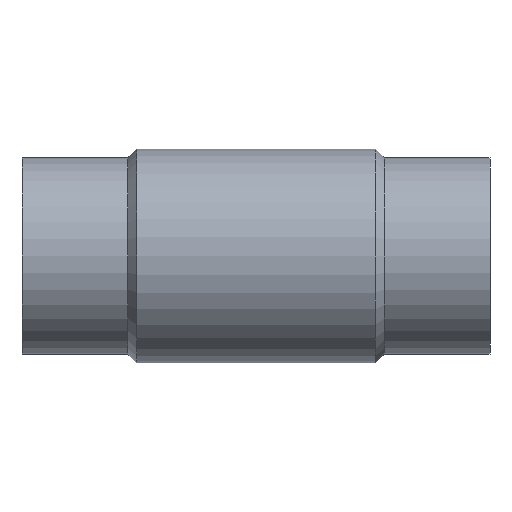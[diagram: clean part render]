
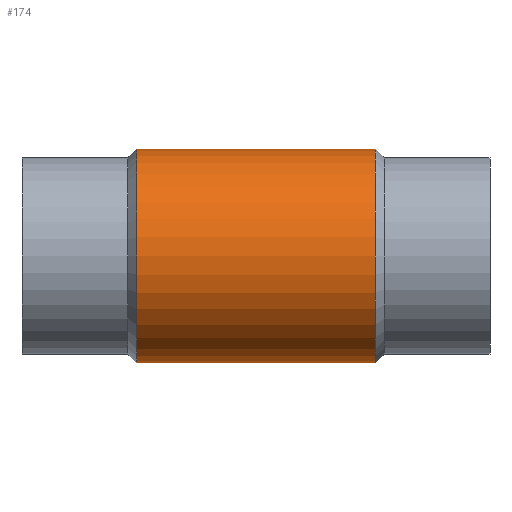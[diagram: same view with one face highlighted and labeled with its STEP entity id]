
A CAD part, front view. The second image highlights one B-rep face of the part: STEP entity #174.
In plain terms, the highlighted cylindrical face has radius 171.8 mm (diameter 343.6 mm), a full revolution.
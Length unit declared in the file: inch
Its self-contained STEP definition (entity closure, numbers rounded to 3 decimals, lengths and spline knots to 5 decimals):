
#20 = CARTESIAN_POINT ( 'NONE',  ( -3.27807, 13.35313, 32.97649 ) ) ;
#47 = DIRECTION ( 'NONE',  ( 0., 0., -1. ) ) ;
#51 = ORIENTED_EDGE ( 'NONE', *, *, #419, .F. ) ;
#84 = CARTESIAN_POINT ( 'NONE',  ( 2.70224, 26.88069, 39.74027 ) ) ;
#92 = DIRECTION ( 'NONE',  ( 1., 0., 0. ) ) ;
#99 = AXIS2_PLACEMENT_3D ( 'NONE', #20, #627, #331 ) ;
#101 = VERTEX_POINT ( 'NONE', #397 ) ;
#122 = CARTESIAN_POINT ( 'NONE',  ( -10.82532, 13.35313, 39.74027 ) ) ;
#125 = CARTESIAN_POINT ( 'NONE',  ( -24.35288, 26.88069, 39.74027 ) ) ;
#132 = AXIS2_PLACEMENT_3D ( 'NONE', #545, #586, #357 ) ;
#162 = FACE_OUTER_BOUND ( 'NONE', #624, .T. ) ;
#174 = ADVANCED_FACE ( 'NONE', ( #267, #162, #231 ), #217, .T. ) ;
#176 =( BOUNDED_CURVE ( )  B_SPLINE_CURVE ( 3, ( #214, #125, #454, #499 ),
 .UNSPECIFIED., .F., .T. ) 
 B_SPLINE_CURVE_WITH_KNOTS ( ( 4, 4 ),
 ( 1.5708, 4.71239 ),
 .UNSPECIFIED. ) 
 CURVE ( )  GEOMETRIC_REPRESENTATION_ITEM ( )  RATIONAL_B_SPLINE_CURVE ( ( 1., 0.333, 0.333, 1. ) ) 
 REPRESENTATION_ITEM ( '' )  );
#178 = CARTESIAN_POINT ( 'NONE',  ( -10.82532, 13.35313, 39.74027 ) ) ;
#201 = CARTESIAN_POINT ( 'NONE',  ( -10.82532, 13.35313, 26.21272 ) ) ;
#209 = CIRCLE ( 'NONE', #99, 6.76378 ) ;
#214 = CARTESIAN_POINT ( 'NONE',  ( -10.82532, 13.35313, 39.74027 ) ) ;
#217 = CYLINDRICAL_SURFACE ( 'NONE', #371, 6.76378 ) ;
#231 = FACE_OUTER_BOUND ( 'NONE', #417, .T. ) ;
#238 = ORIENTED_EDGE ( 'NONE', *, *, #428, .T. ) ;
#245 = CIRCLE ( 'NONE', #132, 6.76378 ) ;
#267 = FACE_BOUND ( 'NONE', #326, .T. ) ;
#290 = ORIENTED_EDGE ( 'NONE', *, *, #393, .T. ) ;
#307 = VERTEX_POINT ( 'NONE', #313 ) ;
#313 = CARTESIAN_POINT ( 'NONE',  ( -3.27807, 20.11691, 32.97649 ) ) ;
#315 = CARTESIAN_POINT ( 'NONE',  ( 2.70224, 26.88069, 26.21272 ) ) ;
#326 = EDGE_LOOP ( 'NONE', ( #238, #290 ) ) ;
#331 = DIRECTION ( 'NONE',  ( 0., 1., 0. ) ) ;
#352 = ORIENTED_EDGE ( 'NONE', *, *, #375, .F. ) ;
#357 = DIRECTION ( 'NONE',  ( 0., 1., 0. ) ) ;
#368 = VERTEX_POINT ( 'NONE', #201 ) ;
#371 = AXIS2_PLACEMENT_3D ( 'NONE', #562, #92, #47 ) ;
#375 = EDGE_CURVE ( 'NONE', #307, #307, #209, .T. ) ;
#378 = VERTEX_POINT ( 'NONE', #178 ) ;
#393 = EDGE_CURVE ( 'NONE', #368, #378, #426, .T. ) ;
#397 = CARTESIAN_POINT ( 'NONE',  ( -18.37256, 20.11691, 32.97649 ) ) ;
#417 = EDGE_LOOP ( 'NONE', ( #352 ) ) ;
#419 = EDGE_CURVE ( 'NONE', #101, #101, #245, .T. ) ;
#426 =( BOUNDED_CURVE ( )  B_SPLINE_CURVE ( 3, ( #494, #315, #84, #122 ),
 .UNSPECIFIED., .F., .F. ) 
 B_SPLINE_CURVE_WITH_KNOTS ( ( 4, 4 ),
 ( 1.5708, 4.71239 ),
 .UNSPECIFIED. ) 
 CURVE ( )  GEOMETRIC_REPRESENTATION_ITEM ( )  RATIONAL_B_SPLINE_CURVE ( ( 1., 0.333, 0.333, 1. ) ) 
 REPRESENTATION_ITEM ( '' )  );
#428 = EDGE_CURVE ( 'NONE', #378, #368, #176, .T. ) ;
#454 = CARTESIAN_POINT ( 'NONE',  ( -24.35288, 26.88069, 26.21272 ) ) ;
#494 = CARTESIAN_POINT ( 'NONE',  ( -10.82532, 13.35313, 26.21272 ) ) ;
#499 = CARTESIAN_POINT ( 'NONE',  ( -10.82532, 13.35313, 26.21272 ) ) ;
#545 = CARTESIAN_POINT ( 'NONE',  ( -18.37256, 13.35313, 32.97649 ) ) ;
#562 = CARTESIAN_POINT ( 'NONE',  ( -10.82532, 13.35313, 32.97649 ) ) ;
#586 = DIRECTION ( 'NONE',  ( -1., 0., 0. ) ) ;
#624 = EDGE_LOOP ( 'NONE', ( #51 ) ) ;
#627 = DIRECTION ( 'NONE',  ( 1., 0., 0. ) ) ;
